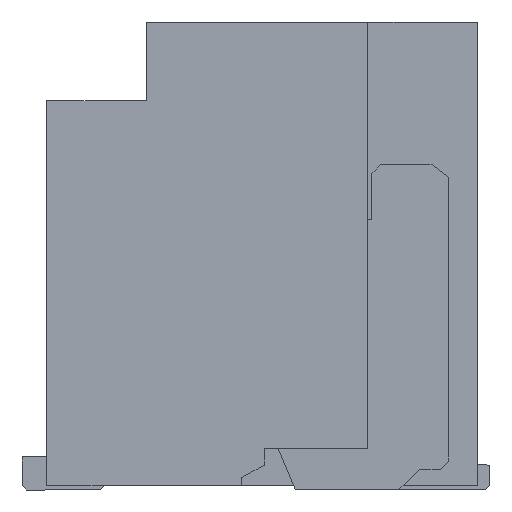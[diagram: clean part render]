
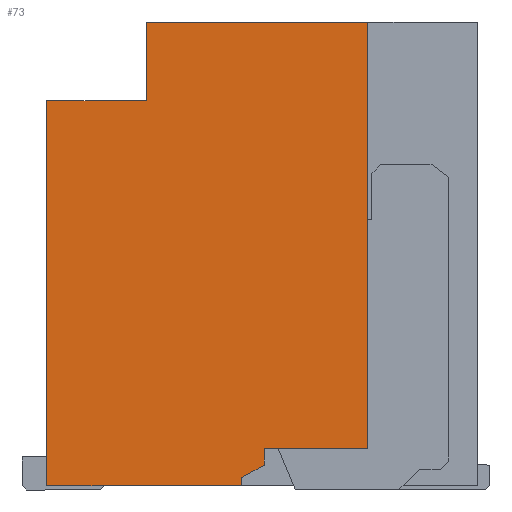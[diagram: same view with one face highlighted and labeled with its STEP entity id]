
A CAD part, left-side view. The second image highlights one B-rep face of the part: STEP entity #73.
In plain terms, the highlighted planar face has unit normal (-1, 0, 0).
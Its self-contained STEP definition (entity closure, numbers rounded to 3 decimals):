
#73=ADVANCED_FACE('',(#336),#209,.T.);
#209=PLANE('',#2916);
#336=FACE_OUTER_BOUND('',#469,.T.);
#469=EDGE_LOOP('',(#649,#650,#651,#652,#653,#654,#655,#656,#657,#658));
#649=ORIENTED_EDGE('',*,*,#1663,.T.);
#650=ORIENTED_EDGE('',*,*,#1635,.T.);
#651=ORIENTED_EDGE('',*,*,#1631,.T.);
#652=ORIENTED_EDGE('',*,*,#1664,.F.);
#653=ORIENTED_EDGE('',*,*,#1665,.T.);
#654=ORIENTED_EDGE('',*,*,#1666,.T.);
#655=ORIENTED_EDGE('',*,*,#1667,.T.);
#656=ORIENTED_EDGE('',*,*,#1641,.T.);
#657=ORIENTED_EDGE('',*,*,#1668,.T.);
#658=ORIENTED_EDGE('',*,*,#1669,.T.);
#1377=VERTEX_POINT('',#3802);
#1378=VERTEX_POINT('',#3804);
#1381=VERTEX_POINT('',#3812);
#1385=VERTEX_POINT('',#3822);
#1386=VERTEX_POINT('',#3824);
#1407=VERTEX_POINT('',#3868);
#1408=VERTEX_POINT('',#3870);
#1409=VERTEX_POINT('',#3872);
#1410=VERTEX_POINT('',#3874);
#1411=VERTEX_POINT('',#3877);
#1631=EDGE_CURVE('',#1378,#1377,#2108,.T.);
#1635=EDGE_CURVE('',#1381,#1378,#2112,.T.);
#1641=EDGE_CURVE('',#1386,#1385,#2118,.T.);
#1663=EDGE_CURVE('',#1407,#1381,#2140,.T.);
#1664=EDGE_CURVE('',#1408,#1377,#2141,.T.);
#1665=EDGE_CURVE('',#1408,#1409,#2142,.T.);
#1666=EDGE_CURVE('',#1409,#1410,#2143,.T.);
#1667=EDGE_CURVE('',#1410,#1386,#2144,.T.);
#1668=EDGE_CURVE('',#1385,#1411,#2145,.T.);
#1669=EDGE_CURVE('',#1411,#1407,#2146,.T.);
#2108=LINE('',#3803,#2495);
#2112=LINE('',#3811,#2499);
#2118=LINE('',#3823,#2505);
#2140=LINE('',#3867,#2527);
#2141=LINE('',#3869,#2528);
#2142=LINE('',#3871,#2529);
#2143=LINE('',#3873,#2530);
#2144=LINE('',#3875,#2531);
#2145=LINE('',#3876,#2532);
#2146=LINE('',#3878,#2533);
#2495=VECTOR('',#3099,1.);
#2499=VECTOR('',#3105,1.);
#2505=VECTOR('',#3113,1.);
#2527=VECTOR('',#3137,1.);
#2528=VECTOR('',#3138,1.);
#2529=VECTOR('',#3139,1.);
#2530=VECTOR('',#3140,1.);
#2531=VECTOR('',#3141,1.);
#2532=VECTOR('',#3142,1.);
#2533=VECTOR('',#3143,1.);
#2916=AXIS2_PLACEMENT_3D('',#3879,#3144,#3145);
#3099=DIRECTION('',(0.,0.,1.));
#3105=DIRECTION('',(0.,-1.,0.));
#3113=DIRECTION('',(0.,-1.,0.));
#3137=DIRECTION('',(0.,0.,1.));
#3138=DIRECTION('',(0.,-1.,0.));
#3139=DIRECTION('',(0.,0.,-1.));
#3140=DIRECTION('',(0.,1.,0.));
#3141=DIRECTION('',(0.,0.,-1.));
#3142=DIRECTION('',(0.,0.,1.));
#3143=DIRECTION('',(0.,-0.878,0.479));
#3144=DIRECTION('',(-1.,0.,0.));
#3145=DIRECTION('',(0.,0.,1.));
#3802=CARTESIAN_POINT('',(-4.6,6.55,10.5));
#3803=CARTESIAN_POINT('',(-4.6,6.55,-100.38));
#3804=CARTESIAN_POINT('',(-4.6,6.55,0.2));
#3811=CARTESIAN_POINT('',(-4.6,9.05,0.2));
#3812=CARTESIAN_POINT('',(-4.6,9.05,0.2));
#3822=CARTESIAN_POINT('',(-4.6,9.6,-0.7));
#3823=CARTESIAN_POINT('',(-4.6,14.3,-0.7));
#3824=CARTESIAN_POINT('',(-4.6,14.3,-0.7));
#3867=CARTESIAN_POINT('',(-4.6,9.05,-0.2));
#3868=CARTESIAN_POINT('',(-4.6,9.05,-0.2));
#3869=CARTESIAN_POINT('',(-4.6,14.3,10.5));
#3870=CARTESIAN_POINT('',(-4.6,11.9,10.5));
#3871=CARTESIAN_POINT('',(-4.6,11.9,10.5));
#3872=CARTESIAN_POINT('',(-4.6,11.9,8.6));
#3873=CARTESIAN_POINT('',(-4.6,11.9,8.6));
#3874=CARTESIAN_POINT('',(-4.6,14.3,8.6));
#3875=CARTESIAN_POINT('',(-4.6,14.3,10.5));
#3876=CARTESIAN_POINT('',(-4.6,9.6,-0.7));
#3877=CARTESIAN_POINT('',(-4.6,9.6,-0.5));
#3878=CARTESIAN_POINT('',(-4.6,9.6,-0.5));
#3879=CARTESIAN_POINT('',(-4.6,14.3,10.5));
